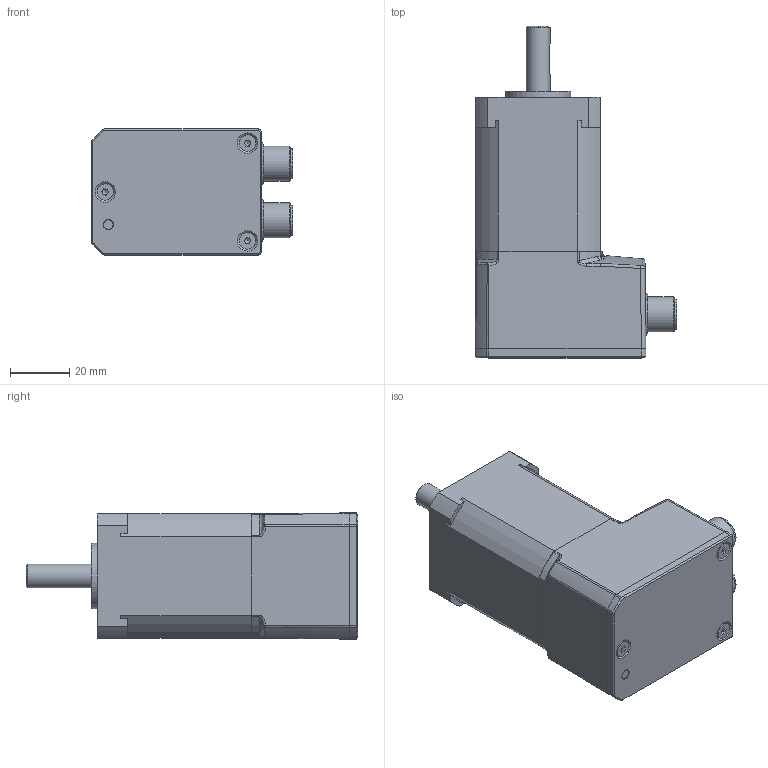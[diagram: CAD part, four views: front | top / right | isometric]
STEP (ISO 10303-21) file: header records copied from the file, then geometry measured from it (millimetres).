
FILE_DESCRIPTION(('FreeCAD Model'),'2;1');
FILE_NAME( 'MSP176M35BTxxxxxxx.STEP' ,'2024-11-22T12:13:10',('Author'),(''), 'Open CASCADE STEP processor 7.3','FreeCAD','Unknown');
FILE_SCHEMA(('AUTOMOTIVE_DESIGN { 1 0 10303 214 1 1 1 1 }'));
Length unit declared in the file: millimetre
Products named in the file (1): MSP176M35BTxxxxxxx
Bounding box: 68.08 x 112 x 42.58 mm (x, y, z)
Volume: 175500.7 mm3; surface area: 23225.5 mm2
Topology: 5 solids, 9 shells, 335 faces, 2222 edges, 6193 vertices
Faces by surface type: plane 136, cylinder 73, bspline 68, cone 43, torus 14, revolution 1
Full cylindrical faces by diameter (mm): 2.5 x5, 3 x3, 3.2 x1, 3.3 x3, 3.4 x1, 5.54 x3, 8 x1, 9 x1, 10.3 x2, 11.85 x2, 13.9 x2, 15.5 x3, 18.4 x2, 22 x1, 31.8 x1
Entity records: 52852 total; most frequent: CARTESIAN_POINT 30101, DIRECTION 3617, LINE 1505, VECTOR 1505, GEOMETRIC_CURVE_SET 1479, ORIENTED_EDGE 1468, PCURVE 1468, DEFINITIONAL_REPRESENTATION 1468
